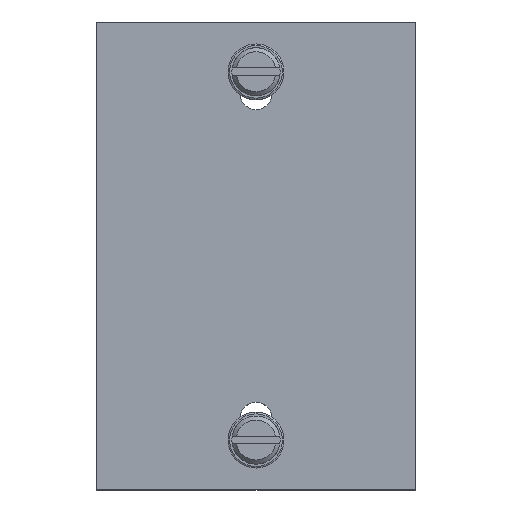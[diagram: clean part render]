
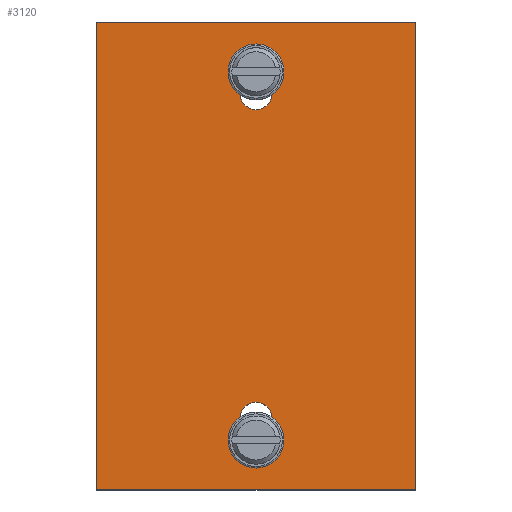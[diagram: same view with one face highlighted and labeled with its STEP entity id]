
A CAD part, top view. The second image highlights one B-rep face of the part: STEP entity #3120.
In plain terms, the highlighted planar face has unit normal (0, 0, 1).
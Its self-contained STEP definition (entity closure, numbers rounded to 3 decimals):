
#73=DIRECTION('',(0.,-1.,0.));
#74=VECTOR('',#73,58.7);
#75=CARTESIAN_POINT('',(-20.,29.35,2.));
#76=LINE('',#75,#74);
#77=DIRECTION('',(-1.,0.,0.));
#78=VECTOR('',#77,40.);
#79=CARTESIAN_POINT('',(20.,29.35,2.));
#80=LINE('',#79,#78);
#81=DIRECTION('',(0.,1.,0.));
#82=VECTOR('',#81,58.7);
#83=CARTESIAN_POINT('',(20.,-29.35,2.));
#84=LINE('',#83,#82);
#85=DIRECTION('',(1.,0.,0.));
#86=VECTOR('',#85,40.);
#87=CARTESIAN_POINT('',(-20.,-29.35,2.));
#88=LINE('',#87,#86);
#89=CARTESIAN_POINT('',(0.,-23.1,2.));
#90=DIRECTION('',(0.,0.,1.));
#91=DIRECTION('',(1.,0.,0.));
#92=AXIS2_PLACEMENT_3D('',#89,#90,#91);
#94=CARTESIAN_POINT('',(0.,-20.35,2.));
#95=DIRECTION('',(0.,0.,1.));
#96=DIRECTION('',(0.998,0.062,0.));
#97=AXIS2_PLACEMENT_3D('',#94,#95,#96);
#99=CARTESIAN_POINT('',(0.,-23.1,2.));
#100=DIRECTION('',(0.,0.,1.));
#101=DIRECTION('',(-0.57,0.821,0.));
#102=AXIS2_PLACEMENT_3D('',#99,#100,#101);
#104=CARTESIAN_POINT('',(0.,-23.1,2.));
#105=DIRECTION('',(0.,0.,1.));
#106=DIRECTION('',(-1.,0.,0.));
#107=AXIS2_PLACEMENT_3D('',#104,#105,#106);
#109=CARTESIAN_POINT('',(0.,23.1,2.));
#110=DIRECTION('',(0.,0.,1.));
#111=DIRECTION('',(1.,0.,0.));
#112=AXIS2_PLACEMENT_3D('',#109,#110,#111);
#114=CARTESIAN_POINT('',(0.,23.1,2.));
#115=DIRECTION('',(0.,0.,1.));
#116=DIRECTION('',(-1.,0.,0.));
#117=AXIS2_PLACEMENT_3D('',#114,#115,#116);
#119=CARTESIAN_POINT('',(0.,20.35,2.));
#120=DIRECTION('',(0.,0.,1.));
#121=DIRECTION('',(-0.998,-0.063,0.));
#122=AXIS2_PLACEMENT_3D('',#119,#120,#121);
#124=CARTESIAN_POINT('',(0.,23.1,2.));
#125=DIRECTION('',(0.,0.,1.));
#126=DIRECTION('',(0.57,-0.821,0.));
#127=AXIS2_PLACEMENT_3D('',#124,#125,#126);
#2509=CARTESIAN_POINT('',(-20.,29.35,2.));
#2510=CARTESIAN_POINT('',(-20.,-29.35,2.));
#2511=VERTEX_POINT('',#2509);
#2512=VERTEX_POINT('',#2510);
#2513=CARTESIAN_POINT('',(20.,-29.35,2.));
#2514=VERTEX_POINT('',#2513);
#2515=CARTESIAN_POINT('',(20.,29.35,2.));
#2516=VERTEX_POINT('',#2515);
#2529=CARTESIAN_POINT('',(3.5,-23.1,2.));
#2530=CARTESIAN_POINT('',(1.996,-20.225,2.));
#2531=VERTEX_POINT('',#2529);
#2532=VERTEX_POINT('',#2530);
#2533=CARTESIAN_POINT('',(-1.996,-20.225,2.));
#2534=CARTESIAN_POINT('',(-3.5,-23.1,2.));
#2535=VERTEX_POINT('',#2533);
#2536=VERTEX_POINT('',#2534);
#2557=CARTESIAN_POINT('',(3.5,23.1,2.));
#2558=CARTESIAN_POINT('',(-3.5,23.1,2.));
#2559=VERTEX_POINT('',#2557);
#2560=VERTEX_POINT('',#2558);
#2561=CARTESIAN_POINT('',(-1.996,20.225,2.));
#2562=VERTEX_POINT('',#2561);
#2563=CARTESIAN_POINT('',(1.996,20.225,2.));
#2564=VERTEX_POINT('',#2563);
#3089=CARTESIAN_POINT('',(0.,0.,2.));
#3090=DIRECTION('',(0.,0.,1.));
#3091=DIRECTION('',(1.,0.,0.));
#3092=AXIS2_PLACEMENT_3D('',#3089,#3090,#3091);
#3093=PLANE('',#3092);
#3094=ORIENTED_EDGE('',*,*,#3041,.F.);
#3095=ORIENTED_EDGE('',*,*,#3056,.F.);
#3096=ORIENTED_EDGE('',*,*,#3070,.F.);
#3097=ORIENTED_EDGE('',*,*,#3083,.F.);
#3098=EDGE_LOOP('',(#3094,#3095,#3096,#3097));
#3099=FACE_OUTER_BOUND('',#3098,.F.);
#3101=ORIENTED_EDGE('',*,*,#3100,.T.);
#3103=ORIENTED_EDGE('',*,*,#3102,.T.);
#3105=ORIENTED_EDGE('',*,*,#3104,.T.);
#3107=ORIENTED_EDGE('',*,*,#3106,.T.);
#3108=EDGE_LOOP('',(#3101,#3103,#3105,#3107));
#3109=FACE_BOUND('',#3108,.F.);
#3111=ORIENTED_EDGE('',*,*,#3110,.T.);
#3113=ORIENTED_EDGE('',*,*,#3112,.T.);
#3115=ORIENTED_EDGE('',*,*,#3114,.T.);
#3117=ORIENTED_EDGE('',*,*,#3116,.T.);
#3118=EDGE_LOOP('',(#3111,#3113,#3115,#3117));
#3119=FACE_BOUND('',#3118,.F.);
#3120=ADVANCED_FACE('',(#3099,#3109,#3119),#3093,.T.);
#93=CIRCLE('',#92,3.5);
#98=CIRCLE('',#97,2.);
#103=CIRCLE('',#102,3.5);
#108=CIRCLE('',#107,3.5);
#113=CIRCLE('',#112,3.5);
#118=CIRCLE('',#117,3.5);
#123=CIRCLE('',#122,2.);
#128=CIRCLE('',#127,3.5);
#3041=EDGE_CURVE('',#2511,#2512,#76,.T.);
#3056=EDGE_CURVE('',#2516,#2511,#80,.T.);
#3070=EDGE_CURVE('',#2514,#2516,#84,.T.);
#3083=EDGE_CURVE('',#2512,#2514,#88,.T.);
#3100=EDGE_CURVE('',#2531,#2532,#93,.T.);
#3102=EDGE_CURVE('',#2532,#2535,#98,.T.);
#3104=EDGE_CURVE('',#2535,#2536,#103,.T.);
#3106=EDGE_CURVE('',#2536,#2531,#108,.T.);
#3110=EDGE_CURVE('',#2559,#2560,#113,.T.);
#3112=EDGE_CURVE('',#2560,#2562,#118,.T.);
#3114=EDGE_CURVE('',#2562,#2564,#123,.T.);
#3116=EDGE_CURVE('',#2564,#2559,#128,.T.);
